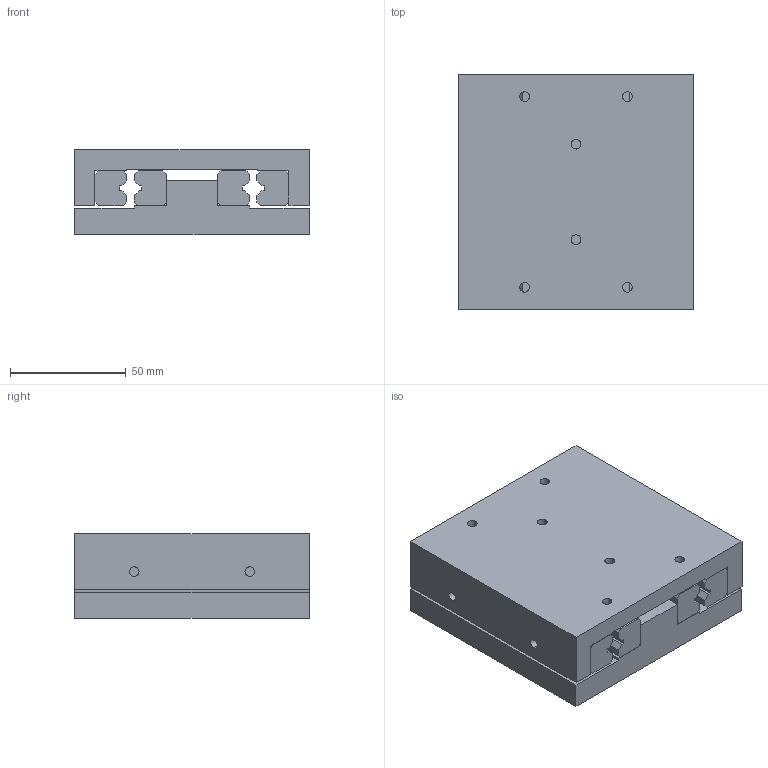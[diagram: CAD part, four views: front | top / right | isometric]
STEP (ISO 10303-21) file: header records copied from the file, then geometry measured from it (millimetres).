
FILE_DESCRIPTION((''),'2;1');
FILE_NAME('XAC4-4-3.stp','2003-08-28T12:36:35',('raulmb'),(''),'Autodesk Inventor (tm) 5.3','Autodesk Inventor (tm) 5.3','');
FILE_SCHEMA(('CONFIG_CONTROL_DESIGN'));
Length unit declared in the file: inch
Products named in the file (7): XAC4-4-3; XAC4-4-3 BOTTOM_PLATE; XAC4-4-3 TOP_PLATE; XAC4-4-3 RAIL_A; XAC4-4-3 RAIL_B; XAC4-4-3 RAIL_C; XAC4-4-3 RAIL_D
Assembly tree (6 placements, depth 2):
  XAC4-4-3
    XAC4-4-3 BOTTOM_PLATE
    XAC4-4-3 TOP_PLATE
    XAC4-4-3 RAIL_A
    XAC4-4-3 RAIL_B
    XAC4-4-3 RAIL_C
    XAC4-4-3 RAIL_D
Bounding box: 101.6 x 101.6 x 36.58 mm (x, y, z)
Volume: 337869.8 mm3; surface area: 86102.5 mm2
Topology: 6 solids, 6 shells, 132 faces, 348 edges, 232 vertices
Faces by surface type: plane 92, bspline 40
Entity records: 5501 total; most frequent: CARTESIAN_POINT 1349, ORIENTED_EDGE 696, DIRECTION 630, EDGE_CURVE 348, VECTOR 276, LINE 276, VERTEX_POINT 232, AXIS2_PLACEMENT_3D 177
